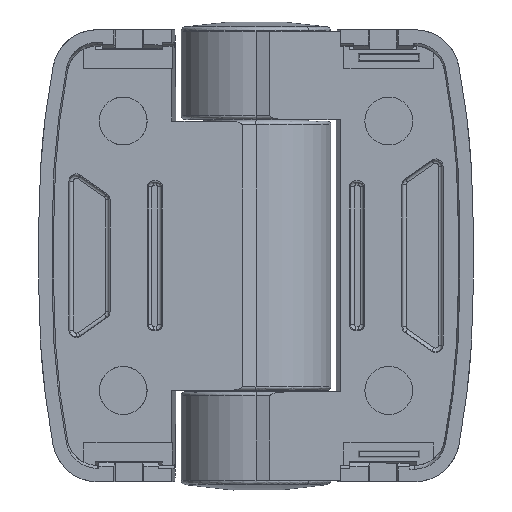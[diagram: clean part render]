
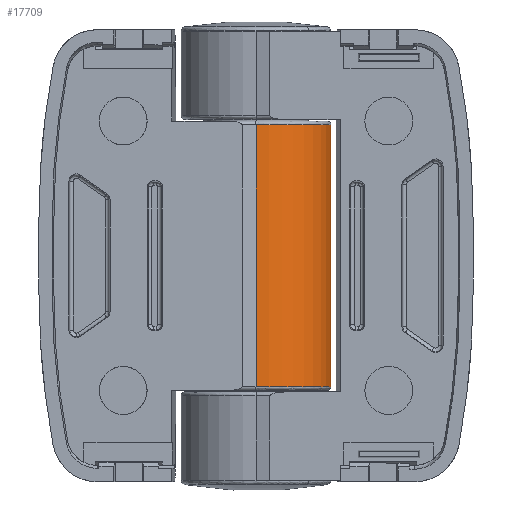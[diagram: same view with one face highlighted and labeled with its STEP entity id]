
A CAD part, front view. The second image highlights one B-rep face of the part: STEP entity #17709.
In plain terms, the highlighted cylindrical face has radius 10 mm (diameter 20 mm), a partial arc.
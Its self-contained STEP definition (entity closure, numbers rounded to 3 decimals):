
#18 = CARTESIAN_POINT ( 'NONE',  ( 10., 0., -30. ) ) ;
#105 = EDGE_CURVE ( 'NONE', #5784, #28590, #2365, .T. ) ;
#1400 = CARTESIAN_POINT ( 'NONE',  ( 10., 0., 17.5 ) ) ;
#1646 = DIRECTION ( 'NONE',  ( 1., 0., 0. ) ) ;
#2228 = VERTEX_POINT ( 'NONE', #1400 ) ;
#2365 = CIRCLE ( 'NONE', #4978, 10. ) ;
#2609 = ORIENTED_EDGE ( 'NONE', *, *, #25330, .T. ) ;
#3786 = EDGE_LOOP ( 'NONE', ( #16707, #2609, #22690, #5514 ) ) ;
#4412 = DIRECTION ( 'NONE',  ( 0., 0., -1. ) ) ;
#4978 = AXIS2_PLACEMENT_3D ( 'NONE', #20926, #20964, #20865 ) ;
#5514 = ORIENTED_EDGE ( 'NONE', *, *, #20176, .T. ) ;
#5784 = VERTEX_POINT ( 'NONE', #23402 ) ;
#6441 = DIRECTION ( 'NONE',  ( 0., 0., -1. ) ) ;
#6716 = AXIS2_PLACEMENT_3D ( 'NONE', #19990, #6441, #22282 ) ;
#7971 = CARTESIAN_POINT ( 'NONE',  ( 10., 0., -17.5 ) ) ;
#9506 = LINE ( 'NONE', #17927, #14786 ) ;
#12806 = CYLINDRICAL_SURFACE ( 'NONE', #22587, 10. ) ;
#13023 = EDGE_CURVE ( 'NONE', #2228, #24918, #28640, .T. ) ;
#14786 = VECTOR ( 'NONE', #4412, 1000. ) ;
#15010 = DIRECTION ( 'NONE',  ( 0., 0., 1. ) ) ;
#16707 = ORIENTED_EDGE ( 'NONE', *, *, #105, .T. ) ;
#17709 = ADVANCED_FACE ( 'NONE', ( #26977 ), #12806, .T. ) ;
#17927 = CARTESIAN_POINT ( 'NONE',  ( 0., -10., -30. ) ) ;
#19990 = CARTESIAN_POINT ( 'NONE',  ( 0., 0., 17.5 ) ) ;
#20176 = EDGE_CURVE ( 'NONE', #24918, #5784, #9506, .T. ) ;
#20865 = DIRECTION ( 'NONE',  ( 1., 0., 0. ) ) ;
#20926 = CARTESIAN_POINT ( 'NONE',  ( 0., 0., -17.5 ) ) ;
#20964 = DIRECTION ( 'NONE',  ( 0., 0., 1. ) ) ;
#21469 = VECTOR ( 'NONE', #22450, 1000. ) ;
#21879 = CARTESIAN_POINT ( 'NONE',  ( 0., 0., -30. ) ) ;
#22282 = DIRECTION ( 'NONE',  ( 1., 0., 0. ) ) ;
#22450 = DIRECTION ( 'NONE',  ( 0., 0., 1. ) ) ;
#22587 = AXIS2_PLACEMENT_3D ( 'NONE', #21879, #15010, #1646 ) ;
#22690 = ORIENTED_EDGE ( 'NONE', *, *, #13023, .T. ) ;
#23402 = CARTESIAN_POINT ( 'NONE',  ( 0., -10., -17.5 ) ) ;
#24918 = VERTEX_POINT ( 'NONE', #25129 ) ;
#25129 = CARTESIAN_POINT ( 'NONE',  ( 0., -10., 17.5 ) ) ;
#25330 = EDGE_CURVE ( 'NONE', #28590, #2228, #27430, .T. ) ;
#26977 = FACE_OUTER_BOUND ( 'NONE', #3786, .T. ) ;
#27430 = LINE ( 'NONE', #18, #21469 ) ;
#28590 = VERTEX_POINT ( 'NONE', #7971 ) ;
#28640 = CIRCLE ( 'NONE', #6716, 10. ) ;
